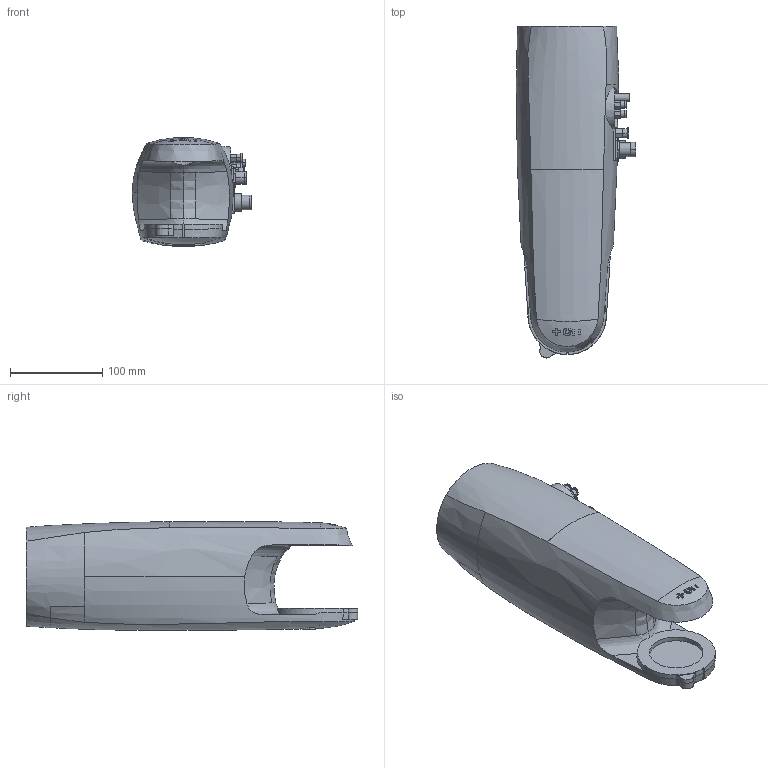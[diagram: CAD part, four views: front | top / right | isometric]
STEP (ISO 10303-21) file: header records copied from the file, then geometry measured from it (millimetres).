
FILE_DESCRIPTION((''),'2;1');
FILE_NAME('MANIFOLD_SOLID_BREP_11995','2016-06-08T',('Stud'),(''),'PRO/ENGINEER BY PARAMETRIC TECHNOLOGY CORPORATION, 2013050','PRO/ENGINEER BY PARAMETRIC TECHNOLOGY CORPORATION, 2013050','');
FILE_SCHEMA(('CONFIG_CONTROL_DESIGN'));
Length unit declared in the file: millimetre
Products named in the file (1): MANIFOLD_SOLID_BREP_11995
Bounding box: 129 x 359.02 x 117.77 mm (x, y, z)
Volume: 2996385.5 mm3; surface area: 159257.2 mm2
Topology: 1 solids, 1 shells, 311 faces, 807 edges, 545 vertices
Faces by surface type: plane 170, cylinder 91, bspline 27, extrusion 12, cone 6, sphere 5
Entity records: 15430 total; most frequent: CARTESIAN_POINT 7984, ORIENTED_EDGE 1614, DIRECTION 1399, EDGE_CURVE 807, VERTEX_POINT 545, AXIS2_PLACEMENT_3D 513, VECTOR 373, LINE 361
